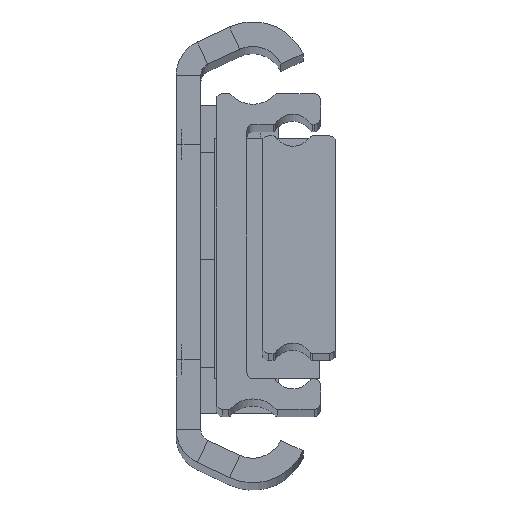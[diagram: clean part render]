
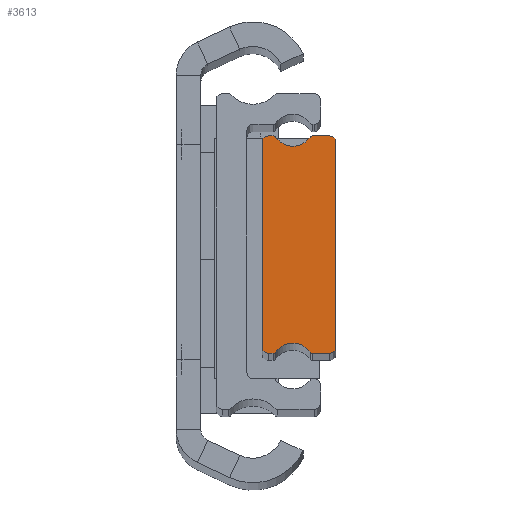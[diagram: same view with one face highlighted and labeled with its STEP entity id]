
A CAD part, top view. The second image highlights one B-rep face of the part: STEP entity #3613.
In plain terms, the highlighted planar face has unit normal (0, 0, 1).
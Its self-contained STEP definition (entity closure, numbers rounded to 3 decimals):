
#27 = CARTESIAN_POINT ( 'NONE',  ( -10.203, -17.188, 0. ) ) ;
#36 = CARTESIAN_POINT ( 'NONE',  ( 0., -16.688, 0. ) ) ;
#46 = EDGE_CURVE ( 'NONE', #4130, #2611, #3665, .T. ) ;
#60 = EDGE_CURVE ( 'NONE', #3881, #1874, #2964, .T. ) ;
#169 = CARTESIAN_POINT ( 'NONE',  ( -3.797, -17.688, 0. ) ) ;
#181 = ORIENTED_EDGE ( 'NONE', *, *, #46, .T. ) ;
#196 = CARTESIAN_POINT ( 'NONE',  ( -3.797, -17.688, 0. ) ) ;
#199 = DIRECTION ( 'NONE',  ( 0., 0., -1. ) ) ;
#200 = DIRECTION ( 'NONE',  ( 1., 0., 0. ) ) ;
#249 = AXIS2_PLACEMENT_3D ( 'NONE', #4335, #1885, #3507 ) ;
#308 = CIRCLE ( 'NONE', #3797, 0.5 ) ;
#358 = CARTESIAN_POINT ( 'NONE',  ( -4.208, 17.473, 0. ) ) ;
#383 = AXIS2_PLACEMENT_3D ( 'NONE', #2961, #486, #4544 ) ;
#408 = ORIENTED_EDGE ( 'NONE', *, *, #3320, .T. ) ;
#414 = DIRECTION ( 'NONE',  ( 1., 0., 0. ) ) ;
#430 = CARTESIAN_POINT ( 'NONE',  ( -1., -17.688, 0. ) ) ;
#465 = FACE_OUTER_BOUND ( 'NONE', #2560, .T. ) ;
#472 = VECTOR ( 'NONE', #896, 1000. ) ;
#486 = DIRECTION ( 'NONE',  ( 0., 0., 1. ) ) ;
#511 = EDGE_CURVE ( 'NONE', #2588, #4566, #3717, .T. ) ;
#515 = CARTESIAN_POINT ( 'NONE',  ( -1., 17.688, 0. ) ) ;
#555 = VERTEX_POINT ( 'NONE', #430 ) ;
#610 = VERTEX_POINT ( 'NONE', #515 ) ;
#648 = ORIENTED_EDGE ( 'NONE', *, *, #2284, .T. ) ;
#665 = CARTESIAN_POINT ( 'NONE',  ( -9.792, 17.473, 0. ) ) ;
#736 = DIRECTION ( 'NONE',  ( 0., 0., 1. ) ) ;
#753 = CARTESIAN_POINT ( 'NONE',  ( -12., 16.688, 0. ) ) ;
#756 = EDGE_CURVE ( 'NONE', #4566, #555, #981, .T. ) ;
#815 = VERTEX_POINT ( 'NONE', #2159 ) ;
#882 = CARTESIAN_POINT ( 'NONE',  ( -4.208, -17.473, 0. ) ) ;
#896 = DIRECTION ( 'NONE',  ( -1., 0., 0. ) ) ;
#901 = ORIENTED_EDGE ( 'NONE', *, *, #1246, .T. ) ;
#912 = EDGE_CURVE ( 'NONE', #1874, #996, #3381, .T. ) ;
#923 = CARTESIAN_POINT ( 'NONE',  ( -11., -16.687, 0. ) ) ;
#965 = VERTEX_POINT ( 'NONE', #665 ) ;
#981 = LINE ( 'NONE', #196, #2448 ) ;
#984 = DIRECTION ( 'NONE',  ( 1., 0., 0. ) ) ;
#996 = VERTEX_POINT ( 'NONE', #4051 ) ;
#1048 = CARTESIAN_POINT ( 'NONE',  ( -9.792, -17.473, 0. ) ) ;
#1127 = ORIENTED_EDGE ( 'NONE', *, *, #912, .T. ) ;
#1155 = VECTOR ( 'NONE', #2878, 1000. ) ;
#1204 = DIRECTION ( 'NONE',  ( 0., 0., 1. ) ) ;
#1246 = EDGE_CURVE ( 'NONE', #555, #4130, #4485, .T. ) ;
#1280 = DIRECTION ( 'NONE',  ( 1., 0., 0. ) ) ;
#1314 = VERTEX_POINT ( 'NONE', #1048 ) ;
#1340 = VECTOR ( 'NONE', #4519, 1000. ) ;
#1376 = ORIENTED_EDGE ( 'NONE', *, *, #4309, .T. ) ;
#1430 = EDGE_CURVE ( 'NONE', #965, #3881, #1678, .T. ) ;
#1461 = VERTEX_POINT ( 'NONE', #3697 ) ;
#1505 = CARTESIAN_POINT ( 'NONE',  ( -11., 17.688, 0. ) ) ;
#1564 = DIRECTION ( 'NONE',  ( 0., 0., 1. ) ) ;
#1678 = CIRCLE ( 'NONE', #2216, 0.5 ) ;
#1681 = DIRECTION ( 'NONE',  ( 1., 0., 0. ) ) ;
#1874 = VERTEX_POINT ( 'NONE', #1505 ) ;
#1885 = DIRECTION ( 'NONE',  ( 0., 0., 1. ) ) ;
#1903 = CARTESIAN_POINT ( 'NONE',  ( -11., 16.687, 0. ) ) ;
#1947 = LINE ( 'NONE', #753, #1155 ) ;
#2016 = AXIS2_PLACEMENT_3D ( 'NONE', #2351, #5197, #4392 ) ;
#2074 = ORIENTED_EDGE ( 'NONE', *, *, #3981, .T. ) ;
#2111 = CARTESIAN_POINT ( 'NONE',  ( 0., -16.688, 0. ) ) ;
#2159 = CARTESIAN_POINT ( 'NONE',  ( -11., -17.687, 0. ) ) ;
#2161 = CIRCLE ( 'NONE', #2406, 1. ) ;
#2177 = AXIS2_PLACEMENT_3D ( 'NONE', #27, #1204, #4480 ) ;
#2216 = AXIS2_PLACEMENT_3D ( 'NONE', #5224, #1564, #414 ) ;
#2284 = EDGE_CURVE ( 'NONE', #4129, #815, #2161, .T. ) ;
#2351 = CARTESIAN_POINT ( 'NONE',  ( -7., 19.412, 0. ) ) ;
#2406 = AXIS2_PLACEMENT_3D ( 'NONE', #923, #2831, #1681 ) ;
#2448 = VECTOR ( 'NONE', #3850, 1000. ) ;
#2452 = CARTESIAN_POINT ( 'NONE',  ( -10.203, 17.688, 0. ) ) ;
#2560 = EDGE_LOOP ( 'NONE', ( #1127, #2074, #648, #3371, #4498, #5008, #3985, #5182, #901, #181, #3922, #408, #1376, #3649, #3683, #3656 ) ) ;
#2588 = VERTEX_POINT ( 'NONE', #882 ) ;
#2611 = VERTEX_POINT ( 'NONE', #4551 ) ;
#2792 = AXIS2_PLACEMENT_3D ( 'NONE', #3122, #4735, #3077 ) ;
#2831 = DIRECTION ( 'NONE',  ( 0., 0., 1. ) ) ;
#2864 = VECTOR ( 'NONE', #4493, 1000. ) ;
#2878 = DIRECTION ( 'NONE',  ( 0., -1., 0. ) ) ;
#2911 = EDGE_CURVE ( 'NONE', #2611, #610, #3514, .T. ) ;
#2961 = CARTESIAN_POINT ( 'NONE',  ( -1., 16.688, 0. ) ) ;
#2964 = LINE ( 'NONE', #2452, #1340 ) ;
#3014 = AXIS2_PLACEMENT_3D ( 'NONE', #3827, #199, #984 ) ;
#3041 = CARTESIAN_POINT ( 'NONE',  ( -11., -17.687, 0. ) ) ;
#3070 = LINE ( 'NONE', #3041, #4391 ) ;
#3077 = DIRECTION ( 'NONE',  ( 1., 0., 0. ) ) ;
#3084 = EDGE_CURVE ( 'NONE', #1314, #2588, #4784, .T. ) ;
#3122 = CARTESIAN_POINT ( 'NONE',  ( -1., -16.688, 0. ) ) ;
#3157 = VERTEX_POINT ( 'NONE', #4658 ) ;
#3210 = AXIS2_PLACEMENT_3D ( 'NONE', #1903, #736, #4767 ) ;
#3252 = EDGE_CURVE ( 'NONE', #1461, #1314, #4362, .T. ) ;
#3320 = EDGE_CURVE ( 'NONE', #610, #3157, #4109, .T. ) ;
#3371 = ORIENTED_EDGE ( 'NONE', *, *, #4168, .T. ) ;
#3381 = CIRCLE ( 'NONE', #3210, 1. ) ;
#3507 = DIRECTION ( 'NONE',  ( 1., 0., 0. ) ) ;
#3514 = CIRCLE ( 'NONE', #383, 1. ) ;
#3613 = ADVANCED_FACE ( 'NONE', ( #465 ), #4952, .T. ) ;
#3642 = CARTESIAN_POINT ( 'NONE',  ( -10.203, 17.688, 0. ) ) ;
#3649 = ORIENTED_EDGE ( 'NONE', *, *, #5163, .T. ) ;
#3656 = ORIENTED_EDGE ( 'NONE', *, *, #60, .T. ) ;
#3664 = CARTESIAN_POINT ( 'NONE',  ( -12., -16.687, 0. ) ) ;
#3665 = LINE ( 'NONE', #2111, #2864 ) ;
#3682 = CARTESIAN_POINT ( 'NONE',  ( -1., 17.688, 0. ) ) ;
#3683 = ORIENTED_EDGE ( 'NONE', *, *, #1430, .T. ) ;
#3697 = CARTESIAN_POINT ( 'NONE',  ( -10.203, -17.688, 0. ) ) ;
#3717 = CIRCLE ( 'NONE', #249, 0.5 ) ;
#3796 = CIRCLE ( 'NONE', #2016, 3.4 ) ;
#3797 = AXIS2_PLACEMENT_3D ( 'NONE', #5162, #4029, #4352 ) ;
#3827 = CARTESIAN_POINT ( 'NONE',  ( -7., -19.412, 0. ) ) ;
#3850 = DIRECTION ( 'NONE',  ( 1., 0., 0. ) ) ;
#3881 = VERTEX_POINT ( 'NONE', #3642 ) ;
#3922 = ORIENTED_EDGE ( 'NONE', *, *, #2911, .T. ) ;
#3981 = EDGE_CURVE ( 'NONE', #996, #4129, #1947, .T. ) ;
#3985 = ORIENTED_EDGE ( 'NONE', *, *, #511, .T. ) ;
#4026 = AXIS2_PLACEMENT_3D ( 'NONE', #4925, #5014, #1280 ) ;
#4029 = DIRECTION ( 'NONE',  ( 0., 0., 1. ) ) ;
#4051 = CARTESIAN_POINT ( 'NONE',  ( -12., 16.688, 0. ) ) ;
#4109 = LINE ( 'NONE', #3682, #472 ) ;
#4129 = VERTEX_POINT ( 'NONE', #3664 ) ;
#4130 = VERTEX_POINT ( 'NONE', #36 ) ;
#4168 = EDGE_CURVE ( 'NONE', #815, #1461, #3070, .T. ) ;
#4309 = EDGE_CURVE ( 'NONE', #3157, #5191, #308, .T. ) ;
#4335 = CARTESIAN_POINT ( 'NONE',  ( -3.797, -17.188, 0. ) ) ;
#4352 = DIRECTION ( 'NONE',  ( 1., 0., 0. ) ) ;
#4362 = CIRCLE ( 'NONE', #2177, 0.5 ) ;
#4391 = VECTOR ( 'NONE', #200, 1000. ) ;
#4392 = DIRECTION ( 'NONE',  ( 1., 0., 0. ) ) ;
#4480 = DIRECTION ( 'NONE',  ( 1., 0., 0. ) ) ;
#4485 = CIRCLE ( 'NONE', #2792, 1. ) ;
#4493 = DIRECTION ( 'NONE',  ( 0., 1., 0. ) ) ;
#4498 = ORIENTED_EDGE ( 'NONE', *, *, #3252, .T. ) ;
#4519 = DIRECTION ( 'NONE',  ( -1., 0., 0. ) ) ;
#4544 = DIRECTION ( 'NONE',  ( 1., 0., 0. ) ) ;
#4551 = CARTESIAN_POINT ( 'NONE',  ( 0., 16.688, 0. ) ) ;
#4566 = VERTEX_POINT ( 'NONE', #169 ) ;
#4658 = CARTESIAN_POINT ( 'NONE',  ( -3.797, 17.688, 0. ) ) ;
#4735 = DIRECTION ( 'NONE',  ( 0., 0., 1. ) ) ;
#4767 = DIRECTION ( 'NONE',  ( 1., 0., 0. ) ) ;
#4784 = CIRCLE ( 'NONE', #3014, 3.4 ) ;
#4925 = CARTESIAN_POINT ( 'NONE',  ( -11., 16.687, 0. ) ) ;
#4952 = PLANE ( 'NONE',  #4026 ) ;
#5008 = ORIENTED_EDGE ( 'NONE', *, *, #3084, .T. ) ;
#5014 = DIRECTION ( 'NONE',  ( 0., 0., 1. ) ) ;
#5163 = EDGE_CURVE ( 'NONE', #5191, #965, #3796, .T. ) ;
#5162 = CARTESIAN_POINT ( 'NONE',  ( -3.797, 17.188, 0. ) ) ;
#5182 = ORIENTED_EDGE ( 'NONE', *, *, #756, .T. ) ;
#5191 = VERTEX_POINT ( 'NONE', #358 ) ;
#5197 = DIRECTION ( 'NONE',  ( 0., 0., -1. ) ) ;
#5224 = CARTESIAN_POINT ( 'NONE',  ( -10.203, 17.188, 0. ) ) ;
